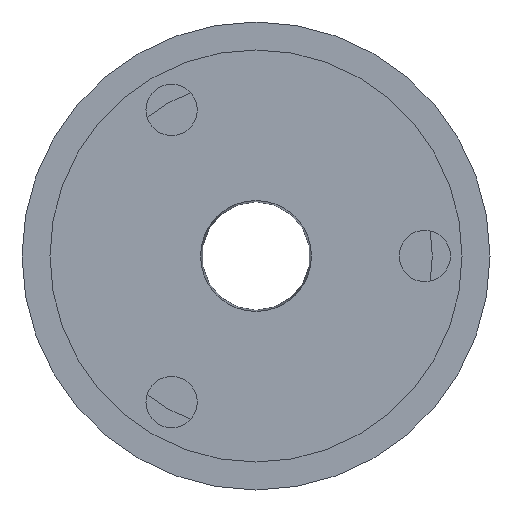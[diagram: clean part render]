
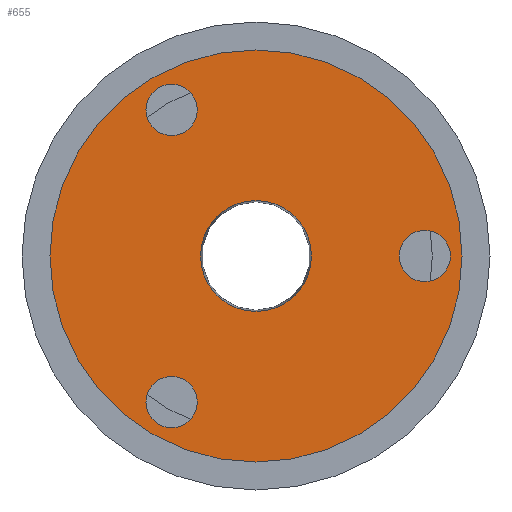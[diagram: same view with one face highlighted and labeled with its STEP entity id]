
A CAD part, front view. The second image highlights one B-rep face of the part: STEP entity #655.
In plain terms, the highlighted planar face has unit normal (0, -1, 0).
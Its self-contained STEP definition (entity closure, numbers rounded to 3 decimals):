
#133=FACE_BOUND('',#213,.T.);
#134=FACE_BOUND('',#214,.T.);
#135=FACE_BOUND('',#215,.T.);
#136=FACE_BOUND('',#216,.T.);
#154=PLANE('',#729);
#172=FACE_OUTER_BOUND('',#212,.T.);
#212=EDGE_LOOP('',(#513));
#213=EDGE_LOOP('',(#514));
#214=EDGE_LOOP('',(#515));
#215=EDGE_LOOP('',(#516));
#216=EDGE_LOOP('',(#517));
#317=CIRCLE('',#706,3.8);
#319=CIRCLE('',#709,3.8);
#321=CIRCLE('',#712,3.8);
#330=CIRCLE('',#730,30.528);
#331=CIRCLE('',#731,8.215);
#367=VERTEX_POINT('',#1048);
#369=VERTEX_POINT('',#1054);
#371=VERTEX_POINT('',#1060);
#380=VERTEX_POINT('',#1092);
#381=VERTEX_POINT('',#1094);
#411=EDGE_CURVE('',#367,#367,#317,.T.);
#414=EDGE_CURVE('',#369,#369,#319,.T.);
#417=EDGE_CURVE('',#371,#371,#321,.T.);
#430=EDGE_CURVE('',#380,#380,#330,.T.);
#431=EDGE_CURVE('',#381,#381,#331,.T.);
#513=ORIENTED_EDGE('',*,*,#430,.T.);
#514=ORIENTED_EDGE('',*,*,#411,.T.);
#515=ORIENTED_EDGE('',*,*,#414,.T.);
#516=ORIENTED_EDGE('',*,*,#417,.T.);
#517=ORIENTED_EDGE('',*,*,#431,.F.);
#655=ADVANCED_FACE('',(#172,#133,#134,#135,#136),#154,.T.);
#706=AXIS2_PLACEMENT_3D('',#1050,#814,#815);
#709=AXIS2_PLACEMENT_3D('',#1056,#821,#822);
#712=AXIS2_PLACEMENT_3D('',#1062,#828,#829);
#729=AXIS2_PLACEMENT_3D('',#1091,#866,#867);
#730=AXIS2_PLACEMENT_3D('',#1093,#868,#869);
#731=AXIS2_PLACEMENT_3D('',#1095,#870,#871);
#814=DIRECTION('center_axis',(0.,1.,0.));
#815=DIRECTION('ref_axis',(1.,0.,0.));
#821=DIRECTION('center_axis',(0.,1.,0.));
#822=DIRECTION('ref_axis',(1.,0.,0.));
#828=DIRECTION('center_axis',(0.,1.,0.));
#829=DIRECTION('ref_axis',(1.,0.,0.));
#866=DIRECTION('center_axis',(0.,-1.,0.));
#867=DIRECTION('ref_axis',(0.,0.,-1.));
#868=DIRECTION('center_axis',(0.,-1.,0.));
#869=DIRECTION('ref_axis',(1.,0.,0.));
#870=DIRECTION('center_axis',(0.,-1.,0.));
#871=DIRECTION('ref_axis',(1.,0.,0.));
#1048=CARTESIAN_POINT('',(-16.3,-114.592,21.651));
#1050=CARTESIAN_POINT('Origin',(-12.5,-114.592,21.651));
#1054=CARTESIAN_POINT('',(21.2,-114.592,0.));
#1056=CARTESIAN_POINT('Origin',(25.,-114.592,0.));
#1060=CARTESIAN_POINT('',(-16.3,-114.592,-21.651));
#1062=CARTESIAN_POINT('Origin',(-12.5,-114.592,-21.651));
#1091=CARTESIAN_POINT('Origin',(0.,-114.592,-8.215));
#1092=CARTESIAN_POINT('',(0.,-114.592,30.528));
#1093=CARTESIAN_POINT('Origin',(0.,-114.592,0.));
#1094=CARTESIAN_POINT('',(0.,-114.592,8.215));
#1095=CARTESIAN_POINT('Origin',(0.,-114.592,0.));
